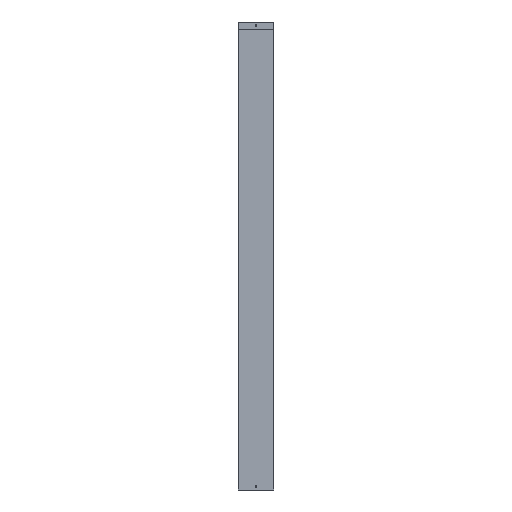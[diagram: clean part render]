
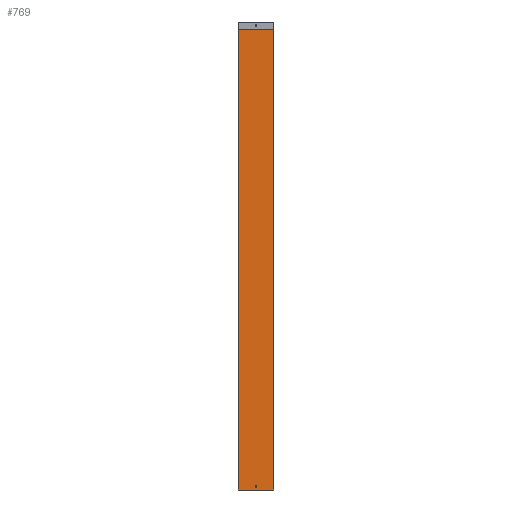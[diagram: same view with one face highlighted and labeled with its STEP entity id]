
A CAD part, front view. The second image highlights one B-rep face of the part: STEP entity #769.
In plain terms, the highlighted planar face has unit normal (0, -1, 0).
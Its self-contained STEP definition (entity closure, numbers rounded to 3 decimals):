
#182 = DIRECTION ( 'NONE',  ( 0., 0., -1. ) ) ;
#185 = CARTESIAN_POINT ( 'NONE',  ( 75., 0., 1969. ) ) ;
#201 = EDGE_LOOP ( 'NONE', ( #836, #834, #813, #822 ) ) ;
#315 = AXIS2_PLACEMENT_3D ( 'NONE', #1057, #1045, #1044 ) ;
#331 = AXIS2_PLACEMENT_3D ( 'NONE', #1189, #1187, #1186 ) ;
#353 = EDGE_CURVE ( 'NONE', #671, #669, #906, .T. ) ;
#423 = EDGE_CURVE ( 'NONE', #647, #876, #1275, .T. ) ;
#426 = EDGE_CURVE ( 'NONE', #750, #750, #1280, .T. ) ;
#427 = EDGE_CURVE ( 'NONE', #647, #671, #1283, .T. ) ;
#428 = EDGE_CURVE ( 'NONE', #876, #669, #1282, .T. ) ;
#559 = CARTESIAN_POINT ( 'NONE',  ( -75., 0., 0. ) ) ;
#588 = CARTESIAN_POINT ( 'NONE',  ( 0., 0., 18.5 ) ) ;
#647 = VERTEX_POINT ( 'NONE', #1180 ) ;
#669 = VERTEX_POINT ( 'NONE', #1139 ) ;
#671 = VERTEX_POINT ( 'NONE', #1134 ) ;
#708 = FACE_BOUND ( 'NONE', #1011, .T. ) ;
#711 = FACE_OUTER_BOUND ( 'NONE', #201, .T. ) ;
#750 = VERTEX_POINT ( 'NONE', #588 ) ;
#769 = ADVANCED_FACE ( 'NONE', ( #708, #711 ), #1047, .F. ) ;
#813 = ORIENTED_EDGE ( 'NONE', *, *, #423, .T. ) ;
#822 = ORIENTED_EDGE ( 'NONE', *, *, #428, .T. ) ;
#834 = ORIENTED_EDGE ( 'NONE', *, *, #427, .F. ) ;
#835 = ORIENTED_EDGE ( 'NONE', *, *, #426, .F. ) ;
#836 = ORIENTED_EDGE ( 'NONE', *, *, #353, .F. ) ;
#876 = VERTEX_POINT ( 'NONE', #559 ) ;
#906 = LINE ( 'NONE', #185, #908 ) ;
#908 = VECTOR ( 'NONE', #182, 1000. ) ;
#1011 = EDGE_LOOP ( 'NONE', ( #835 ) ) ;
#1028 = CARTESIAN_POINT ( 'NONE',  ( -75., 0., 0. ) ) ;
#1044 = DIRECTION ( 'NONE',  ( 0., 0., 1. ) ) ;
#1045 = DIRECTION ( 'NONE',  ( 0., 1., 0. ) ) ;
#1047 = PLANE ( 'NONE',  #315 ) ;
#1057 = CARTESIAN_POINT ( 'NONE',  ( -75., 0., 1969. ) ) ;
#1085 = DIRECTION ( 'NONE',  ( 0., 0., -1. ) ) ;
#1134 = CARTESIAN_POINT ( 'NONE',  ( 75., 0., 1968. ) ) ;
#1139 = CARTESIAN_POINT ( 'NONE',  ( 75., 0., 0. ) ) ;
#1180 = CARTESIAN_POINT ( 'NONE',  ( -75., 0., 1968. ) ) ;
#1186 = DIRECTION ( 'NONE',  ( 0., 0., 1. ) ) ;
#1187 = DIRECTION ( 'NONE',  ( 0., -1., 0. ) ) ;
#1189 = CARTESIAN_POINT ( 'NONE',  ( 0., 0., 15. ) ) ;
#1216 = CARTESIAN_POINT ( 'NONE',  ( -75., 0., 1968. ) ) ;
#1222 = CARTESIAN_POINT ( 'NONE',  ( -75., 0., 1969. ) ) ;
#1224 = DIRECTION ( 'NONE',  ( 1., 0., 0. ) ) ;
#1227 = DIRECTION ( 'NONE',  ( 1., 0., 0. ) ) ;
#1275 = LINE ( 'NONE', #1222, #1277 ) ;
#1277 = VECTOR ( 'NONE', #1085, 1000. ) ;
#1280 = CIRCLE ( 'NONE', #331, 3.5 ) ;
#1282 = LINE ( 'NONE', #1028, #1284 ) ;
#1283 = LINE ( 'NONE', #1216, #1285 ) ;
#1284 = VECTOR ( 'NONE', #1224, 1000. ) ;
#1285 = VECTOR ( 'NONE', #1227, 1000. ) ;
